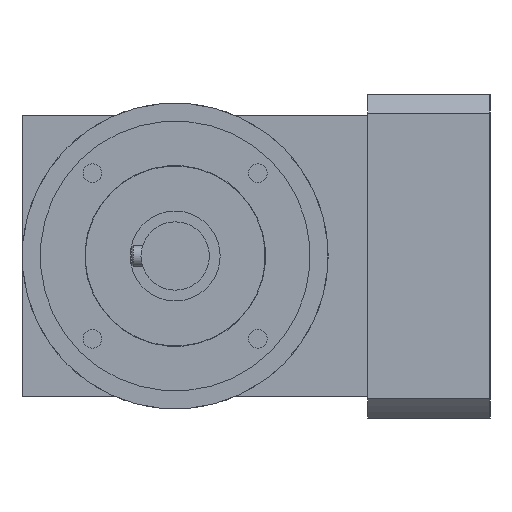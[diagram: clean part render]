
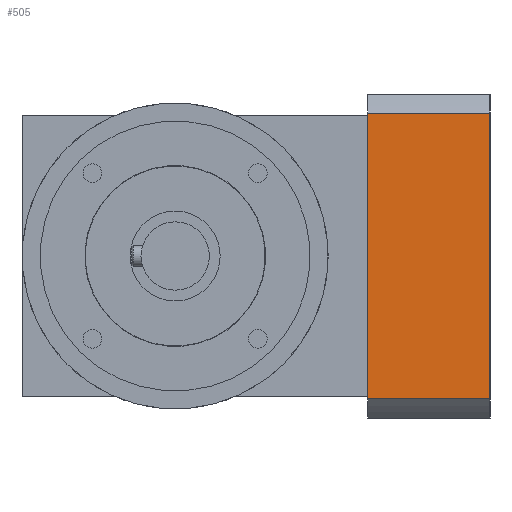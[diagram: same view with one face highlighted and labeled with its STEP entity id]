
A CAD part, left-side view. The second image highlights one B-rep face of the part: STEP entity #505.
In plain terms, the highlighted planar face has unit normal (-1, 0, 0).
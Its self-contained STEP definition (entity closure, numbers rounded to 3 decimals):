
#114=LINE('',#2332,#184);
#115=LINE('',#2347,#185);
#125=LINE('',#2372,#195);
#126=LINE('',#2373,#196);
#184=VECTOR('',#1885,1.);
#185=VECTOR('',#1900,1.);
#195=VECTOR('',#1926,1.);
#196=VECTOR('',#1927,1.);
#505=ADVANCED_FACE('',(#639),#598,.T.);
#598=PLANE('',#1627);
#639=FACE_OUTER_BOUND('',#737,.T.);
#737=EDGE_LOOP('',(#952,#953,#954,#955));
#952=ORIENTED_EDGE('',*,*,#1368,.F.);
#953=ORIENTED_EDGE('',*,*,#1347,.T.);
#954=ORIENTED_EDGE('',*,*,#1369,.F.);
#955=ORIENTED_EDGE('',*,*,#1354,.T.);
#1203=VERTEX_POINT('',#2319);
#1209=VERTEX_POINT('',#2331);
#1215=VERTEX_POINT('',#2345);
#1217=VERTEX_POINT('',#2348);
#1347=EDGE_CURVE('',#1203,#1209,#114,.T.);
#1354=EDGE_CURVE('',#1217,#1215,#115,.T.);
#1368=EDGE_CURVE('',#1203,#1215,#125,.T.);
#1369=EDGE_CURVE('',#1217,#1209,#126,.T.);
#1627=AXIS2_PLACEMENT_3D('',#2374,#1928,#1929);
#1885=DIRECTION('',(0.,0.,-1.));
#1900=DIRECTION('',(0.,0.,1.));
#1926=DIRECTION('',(0.,-1.,0.));
#1927=DIRECTION('',(0.,1.,0.));
#1928=DIRECTION('',(-1.,0.,0.));
#1929=DIRECTION('',(0.,1.,0.));
#2319=CARTESIAN_POINT('',(15.05,-53.45,39.686));
#2331=CARTESIAN_POINT('',(15.05,-53.45,-39.686));
#2332=CARTESIAN_POINT('',(15.05,-53.45,0.));
#2345=CARTESIAN_POINT('',(15.05,-87.45,39.686));
#2347=CARTESIAN_POINT('',(15.05,-87.45,0.));
#2348=CARTESIAN_POINT('',(15.05,-87.45,-39.686));
#2372=CARTESIAN_POINT('',(15.05,-103.45,39.686));
#2373=CARTESIAN_POINT('',(15.05,-103.45,-39.686));
#2374=CARTESIAN_POINT('',(15.05,-53.45,0.));
